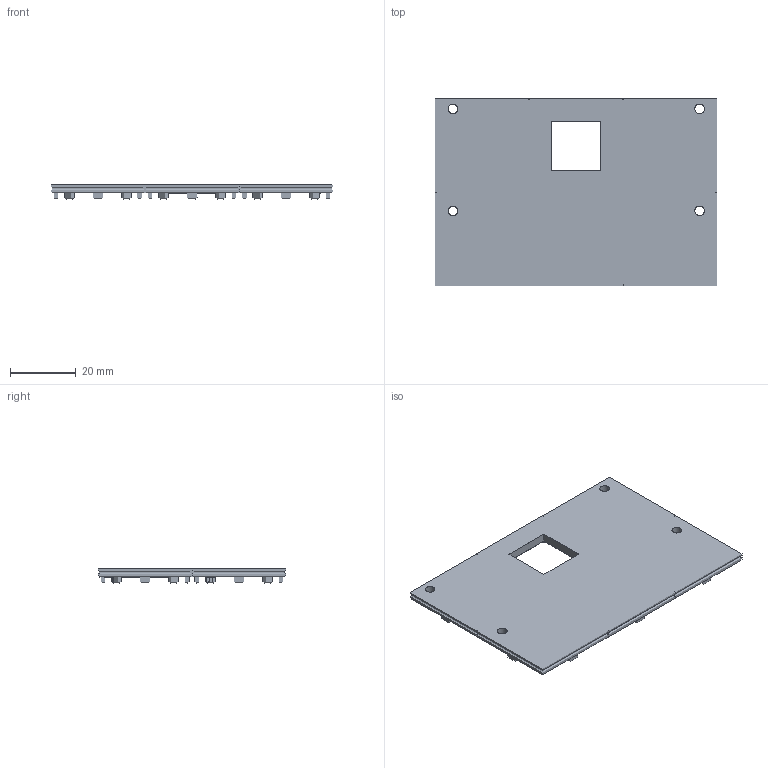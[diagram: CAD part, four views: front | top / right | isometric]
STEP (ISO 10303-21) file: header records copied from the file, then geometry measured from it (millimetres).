
FILE_DESCRIPTION(/* description */ ('STEP AP242 Edition 2','CAx-IF Rec.Pracs.---Representation and Presentation of Product Manufacturing Information (PMI)---4.0---2014-10-13','CAx-IF Rec.Pracs.---3D Tessellated Geometry---0.4---2014-09-14','2;1','CAx-IF Rec.Pracs.---User Defined Attributes---1.5---2016-08-15'),/* implementation_level */ '2;1');
FILE_NAME(/* name */ 'Daring Turing - Part 1',/* time_stamp */ '2026-02-28T00:13:46Z',/* author */ (''),/* organization */ (''),/* preprocessor_version */ 'ST-DEVELOPER v20',/* originating_system */ 'ONSHAPE BY PTC INC, 1.211',/* authorisation */ ' ');
FILE_SCHEMA (('AP242_MANAGED_MODEL_BASED_3D_ENGINEERING_MIM_LF { 1 0 10303 442 3 1 4 }'));
Length unit declared in the file: metre
Products named in the file (1): Part 1
Bounding box: 85.65 x 57.05 x 4.3 mm (x, y, z)
Surface area: 10942.2 mm2 (no closed solid volume)
Topology: 0 solids, 6 shells, 9 faces, 56 edges, 48 vertices
Faces by surface type: cylinder 4, plane 4, other 1
Full cylindrical faces by diameter (mm): 2.9 x4
Entity records: 668 total; most frequent: CARTESIAN_POINT 284, ORIENTED_EDGE 52, EDGE_CURVE 48, VERTEX_POINT 44, B_SPLINE_CURVE_WITH_KNOTS 44, DIRECTION 22, EDGE_LOOP 12, FACE_BOUND 12
